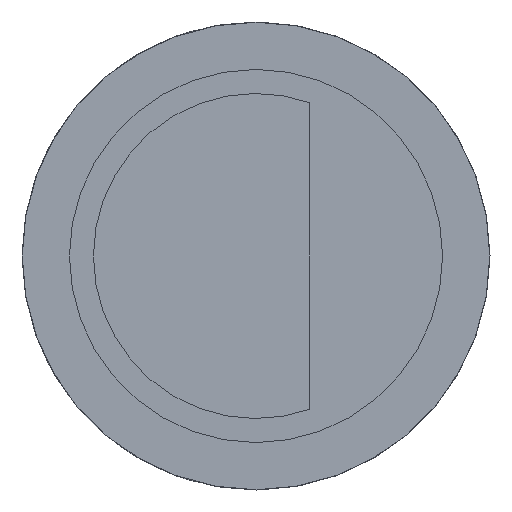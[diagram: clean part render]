
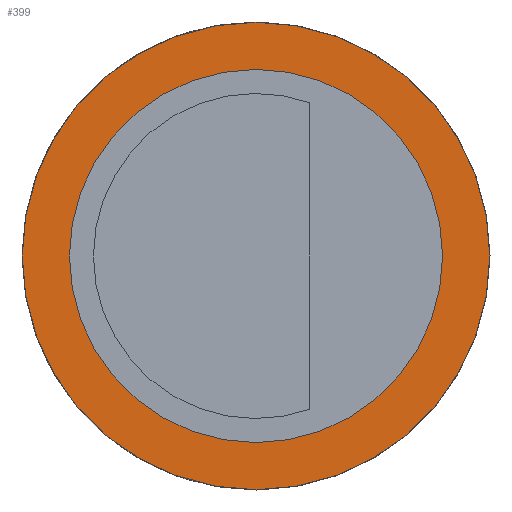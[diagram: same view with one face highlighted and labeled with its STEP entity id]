
A CAD part, front view. The second image highlights one B-rep face of the part: STEP entity #399.
In plain terms, the highlighted planar face has unit normal (0, -1, 0).
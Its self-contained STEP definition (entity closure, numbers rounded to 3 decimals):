
#31=FACE_BOUND('',#148,.T.);
#113=FACE_OUTER_BOUND('',#147,.T.);
#147=EDGE_LOOP('',(#355));
#148=EDGE_LOOP('',(#356));
#165=CIRCLE('',#452,3.95);
#166=CIRCLE('',#455,4.95);
#202=VERTEX_POINT('',#959);
#203=VERTEX_POINT('',#964);
#252=EDGE_CURVE('',#202,#202,#165,.T.);
#253=EDGE_CURVE('',#203,#203,#166,.T.);
#355=ORIENTED_EDGE('',*,*,#253,.T.);
#356=ORIENTED_EDGE('',*,*,#252,.T.);
#373=PLANE('',#456);
#399=ADVANCED_FACE('',(#113,#31),#373,.T.);
#452=AXIS2_PLACEMENT_3D('',#961,#561,#562);
#455=AXIS2_PLACEMENT_3D('',#965,#567,#568);
#456=AXIS2_PLACEMENT_3D('',#967,#570,#571);
#561=DIRECTION('center_axis',(0.,1.,0.));
#562=DIRECTION('ref_axis',(1.,0.,0.));
#567=DIRECTION('center_axis',(0.,-1.,0.));
#568=DIRECTION('ref_axis',(1.,0.,0.));
#570=DIRECTION('center_axis',(0.,-1.,0.));
#571=DIRECTION('ref_axis',(1.,0.,0.));
#959=CARTESIAN_POINT('',(-7.725,-78.18,0.));
#961=CARTESIAN_POINT('Origin',(-3.775,-78.18,0.));
#964=CARTESIAN_POINT('',(-8.725,-78.18,0.));
#965=CARTESIAN_POINT('Origin',(-3.775,-78.18,0.));
#967=CARTESIAN_POINT('Origin',(-3.775,-78.18,0.));
